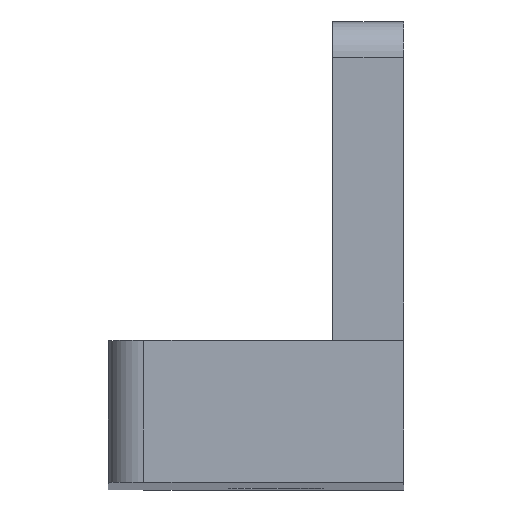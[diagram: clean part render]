
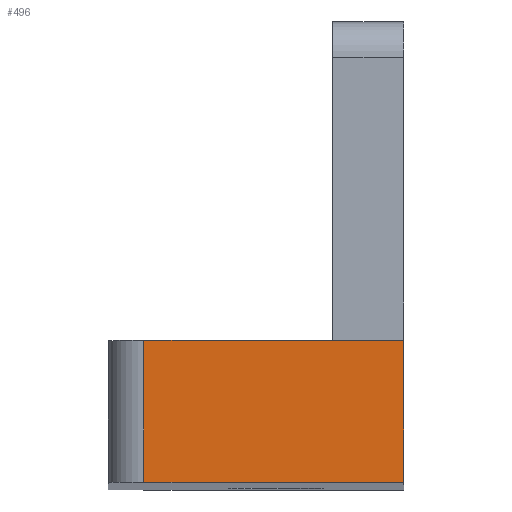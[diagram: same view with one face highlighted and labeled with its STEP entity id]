
A CAD part, top view. The second image highlights one B-rep face of the part: STEP entity #496.
In plain terms, the highlighted planar face has unit normal (0, 0, 1).
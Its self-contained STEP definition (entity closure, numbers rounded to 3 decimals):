
#46=LINE('',#770,#88);
#60=LINE('',#811,#102);
#68=LINE('',#828,#110);
#69=LINE('',#830,#111);
#88=VECTOR('',#617,1000.);
#102=VECTOR('',#651,1000.);
#110=VECTOR('',#669,1000.);
#111=VECTOR('',#670,1000.);
#182=ORIENTED_EDGE('',*,*,#291,.F.);
#183=ORIENTED_EDGE('',*,*,#302,.T.);
#184=ORIENTED_EDGE('',*,*,#303,.T.);
#185=ORIENTED_EDGE('',*,*,#271,.F.);
#271=EDGE_CURVE('',#335,#336,#46,.T.);
#291=EDGE_CURVE('',#352,#335,#60,.T.);
#302=EDGE_CURVE('',#352,#357,#68,.T.);
#303=EDGE_CURVE('',#357,#336,#69,.T.);
#335=VERTEX_POINT('',#769);
#336=VERTEX_POINT('',#771);
#352=VERTEX_POINT('',#810);
#357=VERTEX_POINT('',#829);
#402=EDGE_LOOP('',(#182,#183,#184,#185));
#446=FACE_BOUND('',#402,.T.);
#482=PLANE('',#553);
#496=ADVANCED_FACE('',(#446),#482,.F.);
#553=AXIS2_PLACEMENT_3D('',#827,#667,#668);
#617=DIRECTION('',(0.,-1.,0.));
#651=DIRECTION('',(1.,0.,0.));
#667=DIRECTION('',(0.,0.,-1.));
#668=DIRECTION('',(0.,1.,0.));
#669=DIRECTION('',(0.,-1.,0.));
#670=DIRECTION('',(1.,0.,0.));
#769=CARTESIAN_POINT('',(0.883,4.064,123.993));
#770=CARTESIAN_POINT('',(0.883,7.064,123.993));
#771=CARTESIAN_POINT('',(0.883,0.064,123.993));
#810=CARTESIAN_POINT('',(-6.437,4.064,123.993));
#811=CARTESIAN_POINT('',(-7.437,4.064,123.993));
#827=CARTESIAN_POINT('',(-7.437,7.064,123.993));
#828=CARTESIAN_POINT('',(-6.437,7.064,123.993));
#829=CARTESIAN_POINT('',(-6.437,0.064,123.993));
#830=CARTESIAN_POINT('',(-7.437,0.064,123.993));
